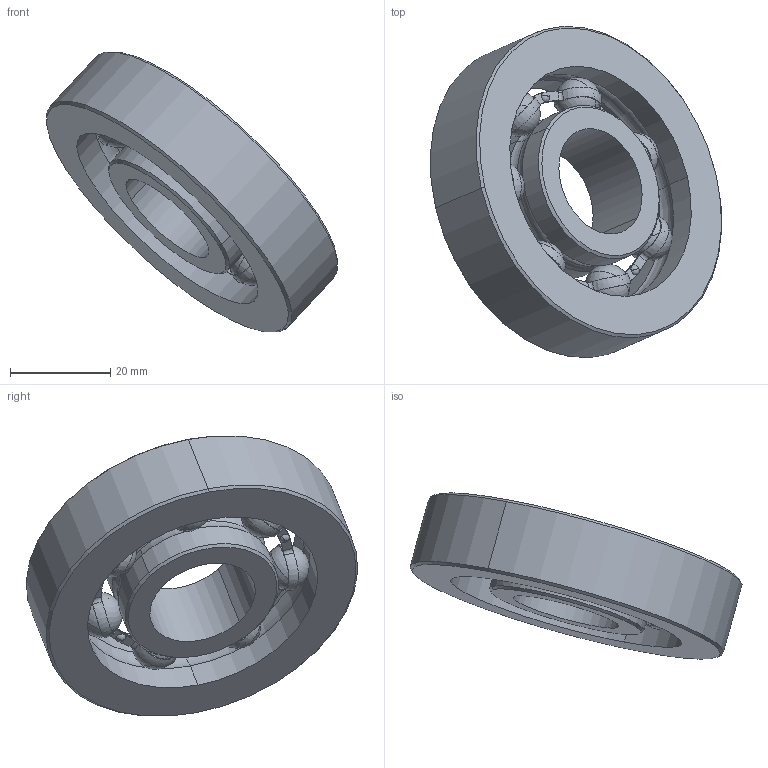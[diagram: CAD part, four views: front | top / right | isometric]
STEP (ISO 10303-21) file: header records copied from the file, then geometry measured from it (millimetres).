
FILE_DESCRIPTION (( 'STEP AP214' ), '1' );
FILE_NAME ('Montaj1.STEP', '2025-11-15T20:27:09', ( '' ), ( '' ), 'SwSTEP 2.0', 'SolidWorks 2023', '' );
FILE_SCHEMA (( 'AUTOMOTIVE_DESIGN' ));
Length unit declared in the file: millimetre
Products named in the file (6): büyük gövde; Montaj1; rivet 02_din_DIN 660-1.2x2-St-A-0.5; k; büyük bilye; bilye tutucu plastik
Assembly tree (18 placements, depth 2):
  Montaj1
    büyük gövde
    k
    büyük bilye  x7
    bilye tutucu plastik  x2
    rivet 02_din_DIN 660-1.2x2-St-A-0.5  x7
Bounding box: 58.26 x 66.26 x 55.98 mm (x, y, z)
Volume: 31415.4 mm3; surface area: 14889.3 mm2
Topology: 18 solids, 18 shells, 252 faces, 775 edges, 499 vertices
Faces by surface type: torus 94, cylinder 62, plane 46, sphere 42, cone 8
Entity records: 5029 total; most frequent: CARTESIAN_POINT 1873, DIRECTION 658, ORIENTED_EDGE 608, AXIS2_PLACEMENT_3D 309, EDGE_CURVE 304, VERTEX_POINT 198, CIRCLE 172, EDGE_LOOP 136
